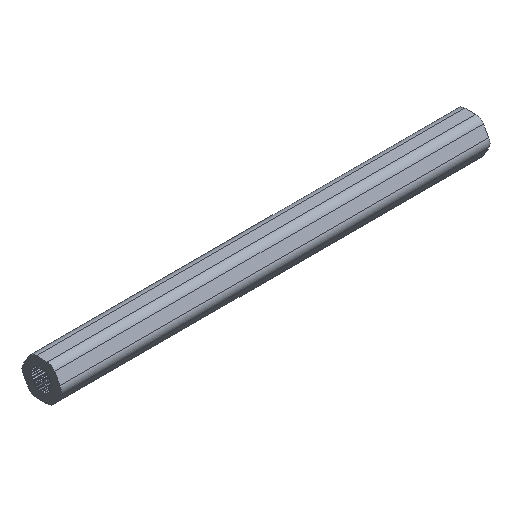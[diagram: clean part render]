
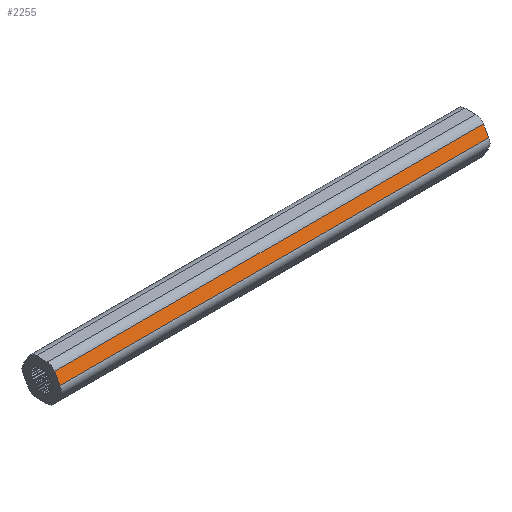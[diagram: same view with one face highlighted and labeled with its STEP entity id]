
A CAD part, isometric view. The second image highlights one B-rep face of the part: STEP entity #2255.
In plain terms, the highlighted planar face has unit normal (0, -0.866, 0.5).
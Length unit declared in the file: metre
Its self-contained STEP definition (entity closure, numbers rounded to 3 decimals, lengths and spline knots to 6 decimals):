
#708=ORIENTED_EDGE('',*,*,#1176,.F.);
#709=ORIENTED_EDGE('',*,*,#1177,.T.);
#710=ORIENTED_EDGE('',*,*,#956,.T.);
#711=ORIENTED_EDGE('',*,*,#1178,.T.);
#956=EDGE_CURVE('',#1293,#1292,#1464,.T.);
#1176=EDGE_CURVE('',#1408,#1409,#1630,.T.);
#1177=EDGE_CURVE('',#1408,#1293,#1631,.T.);
#1178=EDGE_CURVE('',#1292,#1409,#1632,.F.);
#1292=VERTEX_POINT('',#3391);
#1293=VERTEX_POINT('',#3393);
#1408=VERTEX_POINT('',#3833);
#1409=VERTEX_POINT('',#3834);
#1464=LINE('',#3392,#1688);
#1630=LINE('',#3832,#1854);
#1631=LINE('',#3835,#1855);
#1632=LINE('',#3836,#1856);
#1688=VECTOR('',#2663,1.);
#1854=VECTOR('',#3147,1.);
#1855=VECTOR('',#3148,1.);
#1856=VECTOR('',#3149,1.);
#1966=EDGE_LOOP('',(#708,#709,#710,#711));
#2082=FACE_BOUND('',#1966,.T.);
#2147=PLANE('',#2488);
#2255=ADVANCED_FACE('',(#2082),#2147,.F.);
#2488=AXIS2_PLACEMENT_3D('',#3831,#3145,#3146);
#2663=DIRECTION('',(0.,-0.5,-0.866));
#3145=DIRECTION('',(0.,0.866,-0.5));
#3146=DIRECTION('',(0.,0.5,0.866));
#3147=DIRECTION('',(0.,-0.5,-0.866));
#3148=DIRECTION('',(-1.,0.,0.));
#3149=DIRECTION('',(-1.,0.,0.));
#3391=CARTESIAN_POINT('',(-0.061012,-0.099546,0.10747));
#3392=CARTESIAN_POINT('',(-0.061012,-0.098765,0.108823));
#3393=CARTESIAN_POINT('',(-0.061012,-0.097984,0.110175));
#3831=CARTESIAN_POINT('',(0.062922,-0.098765,0.108823));
#3832=CARTESIAN_POINT('',(0.06292,-0.098765,0.108823));
#3833=CARTESIAN_POINT('',(0.06292,-0.097984,0.110175));
#3834=CARTESIAN_POINT('',(0.06292,-0.099546,0.10747));
#3835=CARTESIAN_POINT('',(0.062922,-0.097984,0.110175));
#3836=CARTESIAN_POINT('',(0.062922,-0.099546,0.10747));
